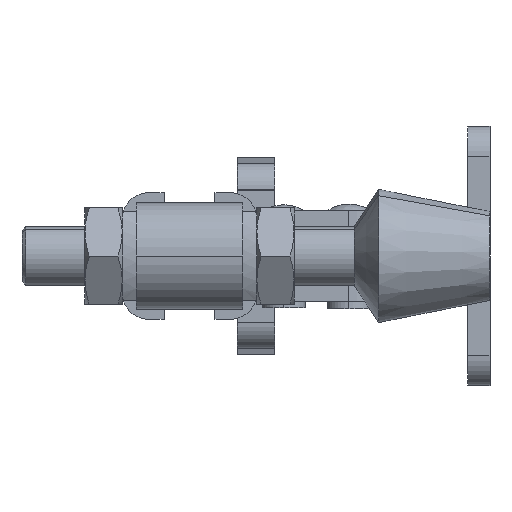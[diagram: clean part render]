
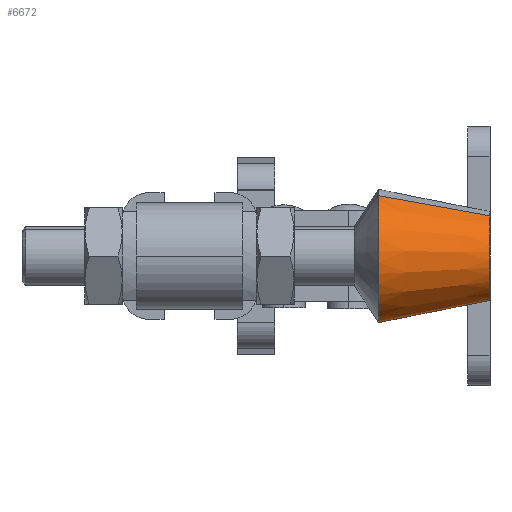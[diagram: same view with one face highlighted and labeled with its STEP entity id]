
A CAD part, left-side view. The second image highlights one B-rep face of the part: STEP entity #6672.
In plain terms, the highlighted conical face has half-angle 11.31 degrees and reference radius 6 mm.
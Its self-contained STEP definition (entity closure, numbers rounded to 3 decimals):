
#364 = DIRECTION ( 'NONE',  ( 0., -1., 0. ) ) ;
#477 = CARTESIAN_POINT ( 'NONE',  ( -104.573, 0., 0. ) ) ;
#501 = CONICAL_SURFACE ( 'NONE', #4237, 6., 0.197 ) ;
#644 = AXIS2_PLACEMENT_3D ( 'NONE', #7381, #8899, #3382 ) ;
#850 = ORIENTED_EDGE ( 'NONE', *, *, #10389, .T. ) ;
#939 = CARTESIAN_POINT ( 'NONE',  ( -101.992, 0., -5.417 ) ) ;
#1153 = DIRECTION ( 'NONE',  ( -0.43, 0., 0.903 ) ) ;
#1470 = VERTEX_POINT ( 'NONE', #8957 ) ;
#1950 = CARTESIAN_POINT ( 'NONE',  ( -101.992, 0., -5.417 ) ) ;
#2168 = VERTEX_POINT ( 'NONE', #10113 ) ;
#2315 = CIRCLE ( 'NONE', #644, 9. ) ;
#2353 = LINE ( 'NONE', #9632, #6953 ) ;
#3382 = DIRECTION ( 'NONE',  ( -0.43, 0., 0.903 ) ) ;
#3551 = VECTOR ( 'NONE', #6351, 1000. ) ;
#3641 = EDGE_LOOP ( 'NONE', ( #10563, #9674, #850, #7475 ) ) ;
#3916 = EDGE_CURVE ( 'NONE', #1470, #9619, #5324, .T. ) ;
#4237 = AXIS2_PLACEMENT_3D ( 'NONE', #8089, #8771, #9106 ) ;
#4660 = EDGE_CURVE ( 'NONE', #9619, #6060, #5885, .T. ) ;
#4806 = EDGE_CURVE ( 'NONE', #1470, #2168, #2353, .T. ) ;
#5174 = CARTESIAN_POINT ( 'NONE',  ( -100.701, 15., -8.125 ) ) ;
#5324 = CIRCLE ( 'NONE', #10236, 6. ) ;
#5885 = LINE ( 'NONE', #939, #3551 ) ;
#6060 = VERTEX_POINT ( 'NONE', #5174 ) ;
#6102 = FACE_OUTER_BOUND ( 'NONE', #3641, .T. ) ;
#6351 = DIRECTION ( 'NONE',  ( 0.084, 0.981, -0.177 ) ) ;
#6672 = ADVANCED_FACE ( 'NONE', ( #6102 ), #501, .T. ) ;
#6953 = VECTOR ( 'NONE', #7746, 1000. ) ;
#7381 = CARTESIAN_POINT ( 'NONE',  ( -104.573, 15., 0. ) ) ;
#7475 = ORIENTED_EDGE ( 'NONE', *, *, #4660, .F. ) ;
#7746 = DIRECTION ( 'NONE',  ( -0.084, 0.981, 0.177 ) ) ;
#8089 = CARTESIAN_POINT ( 'NONE',  ( -104.573, 0., 0. ) ) ;
#8771 = DIRECTION ( 'NONE',  ( 0., 1., 0. ) ) ;
#8899 = DIRECTION ( 'NONE',  ( 0., -1., 0. ) ) ;
#8957 = CARTESIAN_POINT ( 'NONE',  ( -107.154, 0., 5.417 ) ) ;
#9106 = DIRECTION ( 'NONE',  ( 0.43, 0., -0.903 ) ) ;
#9619 = VERTEX_POINT ( 'NONE', #1950 ) ;
#9632 = CARTESIAN_POINT ( 'NONE',  ( -107.154, 0., 5.417 ) ) ;
#9674 = ORIENTED_EDGE ( 'NONE', *, *, #4806, .T. ) ;
#10113 = CARTESIAN_POINT ( 'NONE',  ( -108.444, 15., 8.125 ) ) ;
#10236 = AXIS2_PLACEMENT_3D ( 'NONE', #477, #364, #1153 ) ;
#10389 = EDGE_CURVE ( 'NONE', #2168, #6060, #2315, .T. ) ;
#10563 = ORIENTED_EDGE ( 'NONE', *, *, #3916, .F. ) ;
